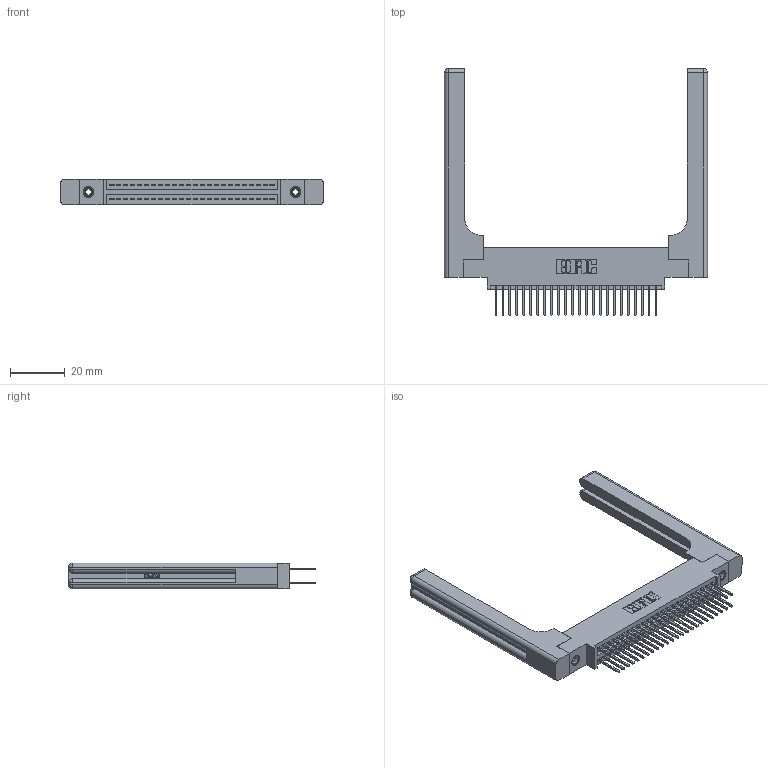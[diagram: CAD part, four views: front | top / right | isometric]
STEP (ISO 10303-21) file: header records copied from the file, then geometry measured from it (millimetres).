
FILE_DESCRIPTION (( 'STEP AP203' ), '1' );
FILE_NAME ('345-048-523-858.STEP', '2019-10-29T04:19:03', ( '' ), ( '' ), 'SwSTEP 2.0', 'SolidWorks 2016', '' );
FILE_SCHEMA (( 'CONFIG_CONTROL_DESIGN' ));
Length unit declared in the file: inch
Products named in the file (5): 345-220-058_345-220-058; 345-292-001_345-293-123; 345-048-523-858; 345 Part_0.170 Offset - 0.156 Dia-TH; 345-250-001_345-250-001-102
Assembly tree (53 placements, depth 2):
  345-048-523-858
    345 Part_0.170 Offset - 0.156 Dia-TH
    345-292-001_345-293-123  x48
    345-250-001_345-250-001-102  x2
    345-220-058_345-220-058  x2
Bounding box: 95.99 x 90.09 x 9.4 mm (x, y, z)
Volume: 17617.3 mm3; surface area: 18808.7 mm2
Topology: 53 solids, 53 shells, 2786 faces, 8171 edges, 5362 vertices
Faces by surface type: plane 1816, cylinder 910, bspline 36, cone 12, sphere 8, torus 4
Entity records: 26586 total; most frequent: CARTESIAN_POINT 5469, ORIENTED_EDGE 4200, DIRECTION 3776, EDGE_CURVE 2100, VECTOR 1780, LINE 1780, VERTEX_POINT 1390, AXIS2_PLACEMENT_3D 998
